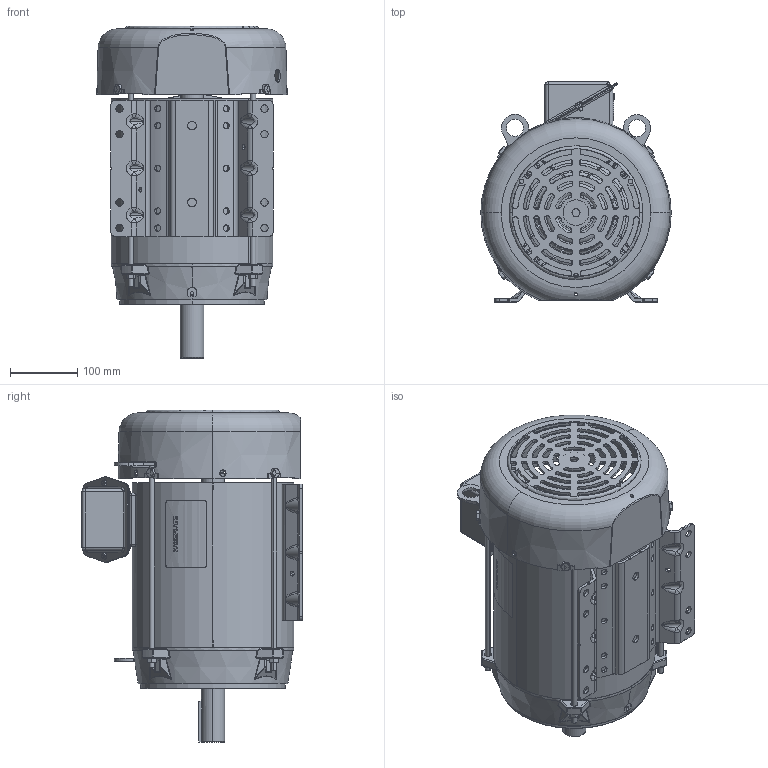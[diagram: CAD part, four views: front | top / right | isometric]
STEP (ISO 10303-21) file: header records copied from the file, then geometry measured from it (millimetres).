
FILE_DESCRIPTION (( 'STEP AP214' ), '1' );
FILE_NAME ('E2011A r2.STEP', '2019-06-06T19:45:26', ( '' ), ( '' ), 'SwSTEP 2.0', 'SolidWorks 2017', '' );
FILE_SCHEMA (( 'AUTOMOTIVE_DESIGN' ));
Length unit declared in the file: inch
Products named in the file (1): E2011A r2
Bounding box: 283.47 x 328.02 x 494.43 mm (x, y, z)
Volume: 2814235.5 mm3; surface area: 1288270.4 mm2
Topology: 30 solids, 30 shells, 3325 faces, 8818 edges, 5590 vertices
Faces by surface type: plane 1051, cylinder 1045, cone 403, bspline 364, torus 358, sphere 104
Entity records: 142860 total; most frequent: CARTESIAN_POINT 66143, ORIENTED_EDGE 17488, DIRECTION 13851, EDGE_CURVE 8744, VERTEX_POINT 5561, AXIS2_PLACEMENT_3D 5431, EDGE_LOOP 3623, FACE_OUTER_BOUND 3325
